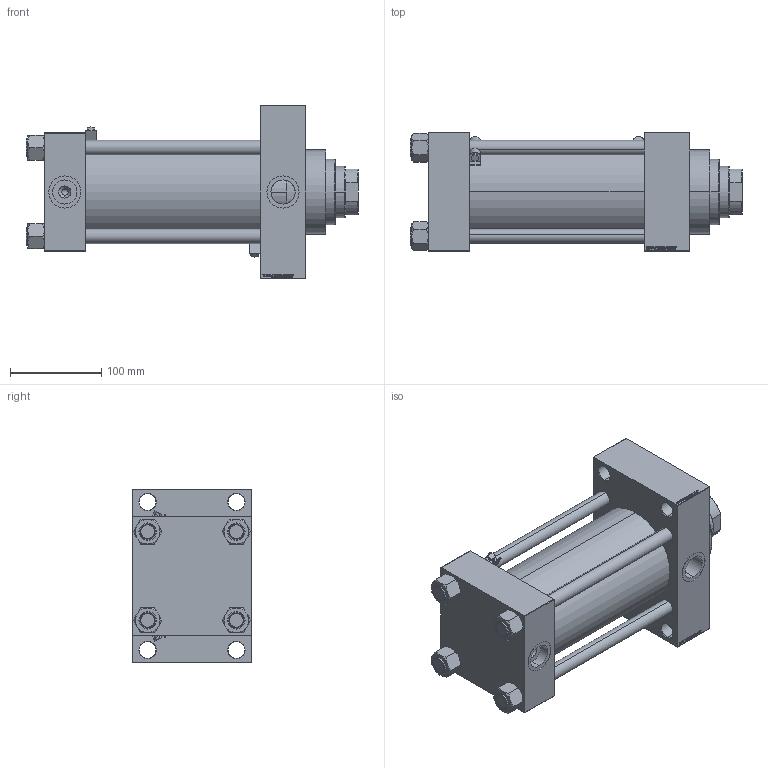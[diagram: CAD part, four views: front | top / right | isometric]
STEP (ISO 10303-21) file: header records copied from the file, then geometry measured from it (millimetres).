
FILE_DESCRIPTION (( 'STEP AP203' ), '1' );
FILE_NAME ('8aee.STEP', '2024-02-07T05:17:39', ( '' ), ( '' ), 'SwSTEP 2.0', 'SolidWorks 2019', '' );
FILE_SCHEMA (( 'CONFIG_CONTROL_DESIGN' ));
Length unit declared in the file: millimetre
Products named in the file (7): V215_VC_A 08bbed00297c030d2214fed0a2fca9a3; NUT_M5_D 08bbed00297c030d2214fed0a2fca9a3; V215CR_D_Body 08bbed00297c030d2214fed0a2fca9a3; V215CR_D_TYCINKA 08bbed00297c030d2214fed0a2fca9a3; V215CR_VCP_D 08bbed00297c030d2214fed0a2fca9a3; MSRF_MSRG1 08bbed00297c030d2214fed0a2fca9a3; 8aee
Assembly tree (13 placements, depth 2):
  8aee
    V215CR_D_Body 08bbed00297c030d2214fed0a2fca9a3
    V215CR_VCP_D 08bbed00297c030d2214fed0a2fca9a3
    NUT_M5_D 08bbed00297c030d2214fed0a2fca9a3  x4
    V215CR_D_TYCINKA 08bbed00297c030d2214fed0a2fca9a3  x4
    V215_VC_A 08bbed00297c030d2214fed0a2fca9a3
    MSRF_MSRG1 08bbed00297c030d2214fed0a2fca9a3  x2
Bounding box: 363 x 130 x 190 mm (x, y, z)
Volume: 3160727.1 mm3; surface area: 487482.1 mm2
Topology: 13 solids, 13 shells, 1216 faces, 3062 edges, 1989 vertices
Faces by surface type: plane 581, bspline 368, cone 142, cylinder 117, torus 8
Entity records: 48842 total; most frequent: CARTESIAN_POINT 25429, ORIENTED_EDGE 5238, DIRECTION 3423, EDGE_CURVE 2619, VERTEX_POINT 1719, LINE 1577, VECTOR 1577, EDGE_LOOP 1162
